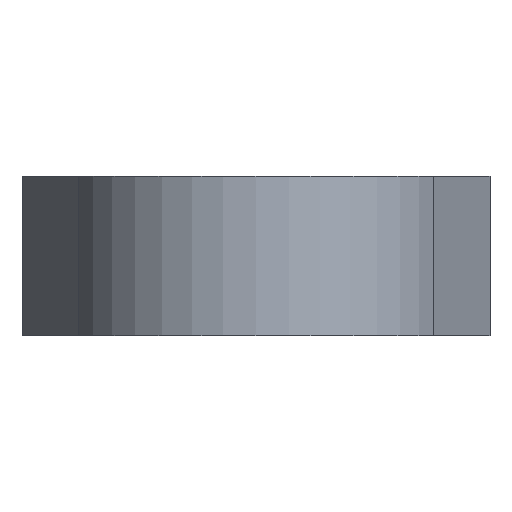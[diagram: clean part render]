
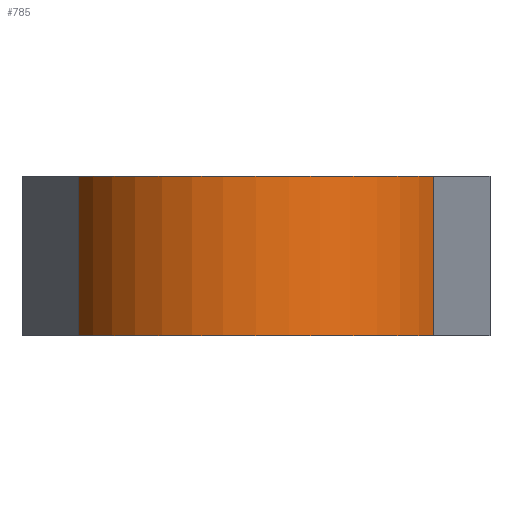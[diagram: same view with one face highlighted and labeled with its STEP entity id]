
A CAD part, left-side view. The second image highlights one B-rep face of the part: STEP entity #785.
In plain terms, the highlighted cylindrical face has radius 38 mm (diameter 76 mm), a partial arc.
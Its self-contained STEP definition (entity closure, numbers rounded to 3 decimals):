
#73=CIRCLE('',#857,38.);
#74=CIRCLE('',#858,38.);
#125=FACE_OUTER_BOUND('',#166,.T.);
#166=EDGE_LOOP('',(#672,#673,#674,#675));
#219=LINE('',#1336,#282);
#253=LINE('',#1423,#316);
#282=VECTOR('',#975,10.);
#316=VECTOR('',#1057,10.);
#372=VERTEX_POINT('',#1333);
#373=VERTEX_POINT('',#1335);
#401=VERTEX_POINT('',#1419);
#402=VERTEX_POINT('',#1421);
#465=EDGE_CURVE('',#372,#373,#219,.T.);
#509=EDGE_CURVE('',#401,#402,#253,.T.);
#510=EDGE_CURVE('',#401,#372,#73,.T.);
#511=EDGE_CURVE('',#373,#402,#74,.T.);
#672=ORIENTED_EDGE('',*,*,#510,.F.);
#673=ORIENTED_EDGE('',*,*,#509,.T.);
#674=ORIENTED_EDGE('',*,*,#511,.F.);
#675=ORIENTED_EDGE('',*,*,#465,.F.);
#750=CYLINDRICAL_SURFACE('',#856,38.);
#785=ADVANCED_FACE('',(#125),#750,.T.);
#856=AXIS2_PLACEMENT_3D('',#1424,#1058,#1059);
#857=AXIS2_PLACEMENT_3D('',#1425,#1060,#1061);
#858=AXIS2_PLACEMENT_3D('',#1426,#1062,#1063);
#975=DIRECTION('',(0.,0.,1.));
#1057=DIRECTION('',(0.,0.,1.));
#1058=DIRECTION('center_axis',(0.,0.,1.));
#1059=DIRECTION('ref_axis',(-0.352,-0.936,0.));
#1060=DIRECTION('center_axis',(0.,0.,
-1.));
#1061=DIRECTION('ref_axis',(-0.352,-0.936,0.));
#1062=DIRECTION('center_axis',(0.,0.,
1.));
#1063=DIRECTION('ref_axis',(-0.352,-0.936,0.));
#1333=CARTESIAN_POINT('',(-13.362,35.573,6.477));
#1335=CARTESIAN_POINT('',(-13.362,35.573,38.477));
#1336=CARTESIAN_POINT('',(-13.362,35.573,6.477));
#1419=CARTESIAN_POINT('',(-13.362,-35.573,6.477));
#1421=CARTESIAN_POINT('',(-13.362,-35.573,38.477));
#1423=CARTESIAN_POINT('',(-13.362,-35.573,6.477));
#1424=CARTESIAN_POINT('Origin',(0.,0.,
6.477));
#1425=CARTESIAN_POINT('Origin',(0.,0.,
6.477));
#1426=CARTESIAN_POINT('Origin',(0.,0.,
38.477));
